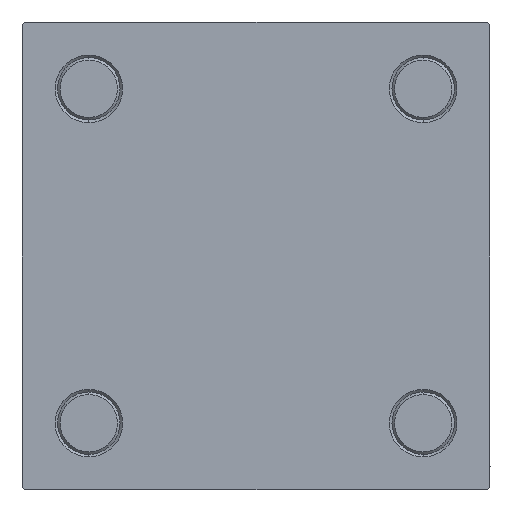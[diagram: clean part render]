
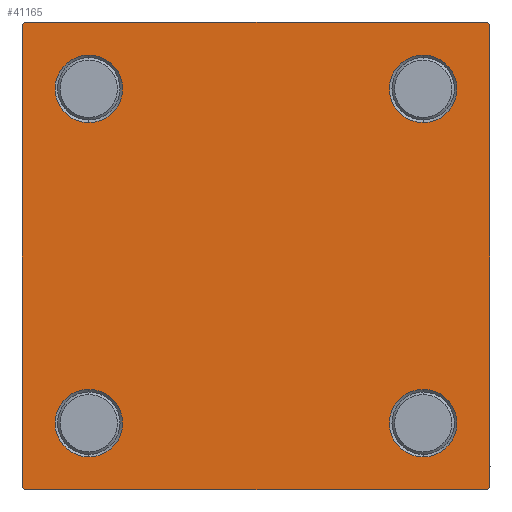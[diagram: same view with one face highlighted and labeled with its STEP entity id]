
A CAD part, left-side view. The second image highlights one B-rep face of the part: STEP entity #41165.
In plain terms, the highlighted planar face has unit normal (-1, 0, 0).
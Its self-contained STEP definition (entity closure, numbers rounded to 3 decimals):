
#253 = CIRCLE ( 'NONE', #28499, 6.5 ) ;
#349 = CARTESIAN_POINT ( 'NONE',  ( 0., -44.5, 45. ) ) ;
#864 = LINE ( 'NONE', #11492, #26719 ) ;
#991 = CARTESIAN_POINT ( 'NONE',  ( 0., 32.15, 32.15 ) ) ;
#1656 = VERTEX_POINT ( 'NONE', #6449 ) ;
#1744 = DIRECTION ( 'NONE',  ( -1., 0., 0. ) ) ;
#2172 = CARTESIAN_POINT ( 'NONE',  ( 0., -45., -44.5 ) ) ;
#2242 = CIRCLE ( 'NONE', #18376, 6.5 ) ;
#2896 = VERTEX_POINT ( 'NONE', #44342 ) ;
#2943 = ORIENTED_EDGE ( 'NONE', *, *, #9203, .T. ) ;
#3124 = AXIS2_PLACEMENT_3D ( 'NONE', #21642, #29713, #25923 ) ;
#3274 = ORIENTED_EDGE ( 'NONE', *, *, #7597, .T. ) ;
#3543 = EDGE_CURVE ( 'NONE', #2896, #6441, #14685, .T. ) ;
#3694 = DIRECTION ( 'NONE',  ( 1., 0., 0. ) ) ;
#3844 = EDGE_CURVE ( 'NONE', #9177, #44948, #48426, .T. ) ;
#4087 = CARTESIAN_POINT ( 'NONE',  ( 0., -32.15, -25.65 ) ) ;
#4549 = EDGE_CURVE ( 'NONE', #1656, #25999, #39950, .T. ) ;
#4615 = EDGE_CURVE ( 'NONE', #30758, #46337, #24770, .T. ) ;
#4890 = DIRECTION ( 'NONE',  ( 0., 0., 1. ) ) ;
#5189 = VERTEX_POINT ( 'NONE', #37475 ) ;
#5734 = EDGE_LOOP ( 'NONE', ( #31248, #39775, #19196, #9288, #10344, #3274, #12883, #22316 ) ) ;
#6267 = FACE_OUTER_BOUND ( 'NONE', #5734, .T. ) ;
#6441 = VERTEX_POINT ( 'NONE', #18876 ) ;
#6449 = CARTESIAN_POINT ( 'NONE',  ( 0., 45., -44.5 ) ) ;
#7050 = EDGE_LOOP ( 'NONE', ( #11480, #25396 ) ) ;
#7056 = ORIENTED_EDGE ( 'NONE', *, *, #44568, .T. ) ;
#7108 = VERTEX_POINT ( 'NONE', #45569 ) ;
#7217 = EDGE_CURVE ( 'NONE', #24592, #13215, #48530, .T. ) ;
#7597 = EDGE_CURVE ( 'NONE', #30758, #43133, #33492, .T. ) ;
#7667 = EDGE_CURVE ( 'NONE', #25999, #14571, #864, .T. ) ;
#8777 = DIRECTION ( 'NONE',  ( 0., 0., -1. ) ) ;
#9177 = VERTEX_POINT ( 'NONE', #39177 ) ;
#9203 = EDGE_CURVE ( 'NONE', #40960, #5189, #42049, .T. ) ;
#9288 = ORIENTED_EDGE ( 'NONE', *, *, #15357, .T. ) ;
#9722 = AXIS2_PLACEMENT_3D ( 'NONE', #991, #16888, #32328 ) ;
#10344 = ORIENTED_EDGE ( 'NONE', *, *, #4615, .F. ) ;
#10783 = CARTESIAN_POINT ( 'NONE',  ( 0., -32.15, -32.15 ) ) ;
#11383 = VECTOR ( 'NONE', #29694, 1000. ) ;
#11480 = ORIENTED_EDGE ( 'NONE', *, *, #15540, .T. ) ;
#11492 = CARTESIAN_POINT ( 'NONE',  ( 0., 45., -45. ) ) ;
#11686 = CARTESIAN_POINT ( 'NONE',  ( 0., -45., 44.5 ) ) ;
#12037 = CARTESIAN_POINT ( 'NONE',  ( 0., -32.15, 25.65 ) ) ;
#12179 = DIRECTION ( 'NONE',  ( 0., 0., 1. ) ) ;
#12491 = EDGE_CURVE ( 'NONE', #44948, #9177, #38109, .T. ) ;
#12810 = CARTESIAN_POINT ( 'NONE',  ( 0., 45., 45. ) ) ;
#12883 = ORIENTED_EDGE ( 'NONE', *, *, #34955, .F. ) ;
#13215 = VERTEX_POINT ( 'NONE', #39998 ) ;
#13681 = CARTESIAN_POINT ( 'NONE',  ( 0., 32.15, -32.15 ) ) ;
#13852 = FACE_BOUND ( 'NONE', #44572, .T. ) ;
#14134 = EDGE_CURVE ( 'NONE', #28440, #7108, #32497, .T. ) ;
#14266 = CARTESIAN_POINT ( 'NONE',  ( 0., -44.75, 44.75 ) ) ;
#14428 = DIRECTION ( 'NONE',  ( 1., 0., 0. ) ) ;
#14436 = CARTESIAN_POINT ( 'NONE',  ( 0., 44.75, 44.75 ) ) ;
#14571 = VERTEX_POINT ( 'NONE', #39614 ) ;
#14685 = LINE ( 'NONE', #14436, #34707 ) ;
#15357 = EDGE_CURVE ( 'NONE', #14571, #46337, #49389, .T. ) ;
#15399 = CARTESIAN_POINT ( 'NONE',  ( 0., 44.5, -45. ) ) ;
#15540 = EDGE_CURVE ( 'NONE', #13215, #24592, #253, .T. ) ;
#16888 = DIRECTION ( 'NONE',  ( 1., 0., 0. ) ) ;
#17178 = CARTESIAN_POINT ( 'NONE',  ( 0., 44.75, -44.75 ) ) ;
#17892 = DIRECTION ( 'NONE',  ( 0., -1., 0. ) ) ;
#18150 = FACE_BOUND ( 'NONE', #45586, .T. ) ;
#18376 = AXIS2_PLACEMENT_3D ( 'NONE', #38552, #19818, #4890 ) ;
#18430 = CARTESIAN_POINT ( 'NONE',  ( 0., -45., 45. ) ) ;
#18470 = DIRECTION ( 'NONE',  ( 1., 0., 0. ) ) ;
#18744 = AXIS2_PLACEMENT_3D ( 'NONE', #13681, #14428, #25552 ) ;
#18876 = CARTESIAN_POINT ( 'NONE',  ( 0., 45., 44.5 ) ) ;
#18881 = ORIENTED_EDGE ( 'NONE', *, *, #3844, .T. ) ;
#19076 = DIRECTION ( 'NONE',  ( 0., -1., 0. ) ) ;
#19196 = ORIENTED_EDGE ( 'NONE', *, *, #7667, .T. ) ;
#19221 = CARTESIAN_POINT ( 'NONE',  ( 0., -32.15, -32.15 ) ) ;
#19818 = DIRECTION ( 'NONE',  ( 1., 0., 0. ) ) ;
#20011 = CARTESIAN_POINT ( 'NONE',  ( 0., -32.15, 32.15 ) ) ;
#20486 = DIRECTION ( 'NONE',  ( 0., -0.707, -0.707 ) ) ;
#20876 = CIRCLE ( 'NONE', #3124, 6.5 ) ;
#20940 = VECTOR ( 'NONE', #8777, 1000. ) ;
#21206 = DIRECTION ( 'NONE',  ( 0., 0., 1. ) ) ;
#21642 = CARTESIAN_POINT ( 'NONE',  ( 0., 32.15, -32.15 ) ) ;
#21706 = FACE_BOUND ( 'NONE', #40199, .T. ) ;
#21952 = CARTESIAN_POINT ( 'NONE',  ( 0., 0., 0. ) ) ;
#21975 = DIRECTION ( 'NONE',  ( 0., 0., -1. ) ) ;
#22316 = ORIENTED_EDGE ( 'NONE', *, *, #3543, .T. ) ;
#24299 = AXIS2_PLACEMENT_3D ( 'NONE', #32122, #43755, #32374 ) ;
#24592 = VERTEX_POINT ( 'NONE', #12037 ) ;
#24770 = LINE ( 'NONE', #18430, #42805 ) ;
#24990 = FACE_BOUND ( 'NONE', #7050, .T. ) ;
#25396 = ORIENTED_EDGE ( 'NONE', *, *, #7217, .T. ) ;
#25552 = DIRECTION ( 'NONE',  ( 0., 0., 1. ) ) ;
#25923 = DIRECTION ( 'NONE',  ( 0., 0., 1. ) ) ;
#25999 = VERTEX_POINT ( 'NONE', #15399 ) ;
#26194 = DIRECTION ( 'NONE',  ( 0., 0., 1. ) ) ;
#26719 = VECTOR ( 'NONE', #19076, 1000. ) ;
#27209 = ORIENTED_EDGE ( 'NONE', *, *, #46250, .T. ) ;
#28440 = VERTEX_POINT ( 'NONE', #43116 ) ;
#28499 = AXIS2_PLACEMENT_3D ( 'NONE', #20011, #39478, #12179 ) ;
#29694 = DIRECTION ( 'NONE',  ( 0., 0.707, 0.707 ) ) ;
#29713 = DIRECTION ( 'NONE',  ( 1., 0., 0. ) ) ;
#30758 = VERTEX_POINT ( 'NONE', #11686 ) ;
#31248 = ORIENTED_EDGE ( 'NONE', *, *, #49235, .T. ) ;
#31249 = ORIENTED_EDGE ( 'NONE', *, *, #12491, .T. ) ;
#31792 = LINE ( 'NONE', #12810, #20940 ) ;
#32122 = CARTESIAN_POINT ( 'NONE',  ( 0., -32.15, 32.15 ) ) ;
#32313 = VECTOR ( 'NONE', #20486, 1000. ) ;
#32328 = DIRECTION ( 'NONE',  ( 0., 0., 1. ) ) ;
#32374 = DIRECTION ( 'NONE',  ( 0., 0., 1. ) ) ;
#32497 = CIRCLE ( 'NONE', #18744, 6.5 ) ;
#33178 = ORIENTED_EDGE ( 'NONE', *, *, #14134, .T. ) ;
#33492 = LINE ( 'NONE', #14266, #11383 ) ;
#34326 = LINE ( 'NONE', #40903, #44240 ) ;
#34647 = DIRECTION ( 'NONE',  ( 0., 0., 1. ) ) ;
#34707 = VECTOR ( 'NONE', #48602, 1000. ) ;
#34897 = CARTESIAN_POINT ( 'NONE',  ( 0., 32.15, 25.65 ) ) ;
#34955 = EDGE_CURVE ( 'NONE', #2896, #43133, #34326, .T. ) ;
#37381 = PLANE ( 'NONE',  #43433 ) ;
#37475 = CARTESIAN_POINT ( 'NONE',  ( 0., 32.15, 38.65 ) ) ;
#38109 = CIRCLE ( 'NONE', #46194, 6.5 ) ;
#38552 = CARTESIAN_POINT ( 'NONE',  ( 0., 32.15, 32.15 ) ) ;
#39177 = CARTESIAN_POINT ( 'NONE',  ( 0., -32.15, -38.65 ) ) ;
#39478 = DIRECTION ( 'NONE',  ( 1., 0., 0. ) ) ;
#39614 = CARTESIAN_POINT ( 'NONE',  ( 0., -44.5, -45. ) ) ;
#39775 = ORIENTED_EDGE ( 'NONE', *, *, #4549, .T. ) ;
#39950 = LINE ( 'NONE', #17178, #32313 ) ;
#39998 = CARTESIAN_POINT ( 'NONE',  ( 0., -32.15, 38.65 ) ) ;
#40199 = EDGE_LOOP ( 'NONE', ( #27209, #33178 ) ) ;
#40903 = CARTESIAN_POINT ( 'NONE',  ( 0., 45., 45. ) ) ;
#40960 = VERTEX_POINT ( 'NONE', #34897 ) ;
#41154 = AXIS2_PLACEMENT_3D ( 'NONE', #10783, #3694, #26194 ) ;
#41165 = ADVANCED_FACE ( 'NONE', ( #24990, #18150, #21706, #13852, #6267 ), #37381, .T. ) ;
#42049 = CIRCLE ( 'NONE', #9722, 6.5 ) ;
#42805 = VECTOR ( 'NONE', #21975, 1000. ) ;
#43055 = VECTOR ( 'NONE', #45069, 1000. ) ;
#43116 = CARTESIAN_POINT ( 'NONE',  ( 0., 32.15, -38.65 ) ) ;
#43133 = VERTEX_POINT ( 'NONE', #349 ) ;
#43433 = AXIS2_PLACEMENT_3D ( 'NONE', #21952, #1744, #21206 ) ;
#43755 = DIRECTION ( 'NONE',  ( 1., 0., 0. ) ) ;
#44240 = VECTOR ( 'NONE', #17892, 1000. ) ;
#44342 = CARTESIAN_POINT ( 'NONE',  ( 0., 44.5, 45. ) ) ;
#44568 = EDGE_CURVE ( 'NONE', #5189, #40960, #2242, .T. ) ;
#44572 = EDGE_LOOP ( 'NONE', ( #7056, #2943 ) ) ;
#44948 = VERTEX_POINT ( 'NONE', #4087 ) ;
#45069 = DIRECTION ( 'NONE',  ( 0., -0.707, 0.707 ) ) ;
#45328 = CARTESIAN_POINT ( 'NONE',  ( 0., -44.75, -44.75 ) ) ;
#45569 = CARTESIAN_POINT ( 'NONE',  ( 0., 32.15, -25.65 ) ) ;
#45586 = EDGE_LOOP ( 'NONE', ( #31249, #18881 ) ) ;
#46194 = AXIS2_PLACEMENT_3D ( 'NONE', #19221, #18470, #34647 ) ;
#46250 = EDGE_CURVE ( 'NONE', #7108, #28440, #20876, .T. ) ;
#46337 = VERTEX_POINT ( 'NONE', #2172 ) ;
#48426 = CIRCLE ( 'NONE', #41154, 6.5 ) ;
#48530 = CIRCLE ( 'NONE', #24299, 6.5 ) ;
#48602 = DIRECTION ( 'NONE',  ( 0., 0.707, -0.707 ) ) ;
#49235 = EDGE_CURVE ( 'NONE', #6441, #1656, #31792, .T. ) ;
#49389 = LINE ( 'NONE', #45328, #43055 ) ;
